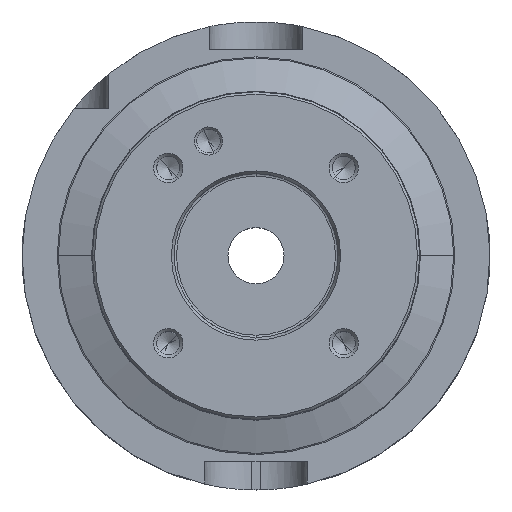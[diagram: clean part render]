
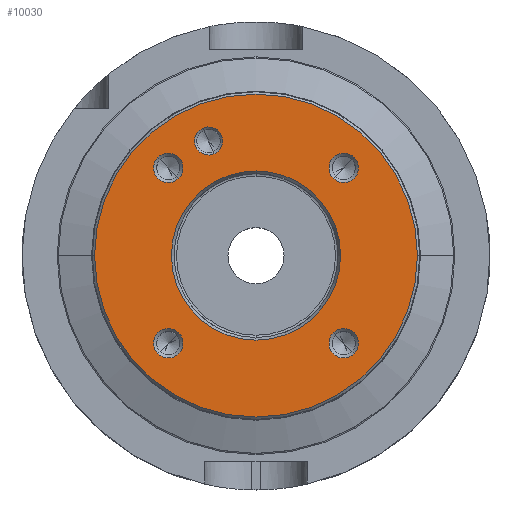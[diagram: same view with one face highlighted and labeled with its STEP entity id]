
A CAD part, top view. The second image highlights one B-rep face of the part: STEP entity #10030.
In plain terms, the highlighted planar face has unit normal (0, 0, 1).
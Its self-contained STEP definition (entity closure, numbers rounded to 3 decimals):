
#5930=CARTESIAN_POINT('',(0.,0.,55.));
#5931=DIRECTION('',(0.,0.,1.));
#5932=DIRECTION('',(1.,0.,0.));
#5933=AXIS2_PLACEMENT_3D('',#5930,#5931,#5932);
#5938=CARTESIAN_POINT('',(0.,0.,55.));
#5939=DIRECTION('',(0.,0.,1.));
#5940=DIRECTION('',(-1.,0.,0.));
#5941=AXIS2_PLACEMENT_3D('',#5938,#5939,#5940);
#5946=CARTESIAN_POINT('',(-10.141,24.483,55.));
#5947=DIRECTION('',(0.,0.,-1.));
#5948=DIRECTION('',(0.383,-0.924,0.));
#5949=AXIS2_PLACEMENT_3D('',#5946,#5947,#5948);
#5954=CARTESIAN_POINT('',(-10.141,24.483,55.));
#5955=DIRECTION('',(0.,0.,-1.));
#5956=DIRECTION('',(-0.383,0.924,0.));
#5957=AXIS2_PLACEMENT_3D('',#5954,#5955,#5956);
#5962=CARTESIAN_POINT('',(-18.738,-18.738,55.));
#5963=DIRECTION('',(0.,0.,-1.));
#5964=DIRECTION('',(-0.707,-0.707,0.));
#5965=AXIS2_PLACEMENT_3D('',#5962,#5963,#5964);
#5970=CARTESIAN_POINT('',(-18.738,-18.738,55.));
#5971=DIRECTION('',(0.,0.,-1.));
#5972=DIRECTION('',(0.707,0.707,0.));
#5973=AXIS2_PLACEMENT_3D('',#5970,#5971,#5972);
#5978=CARTESIAN_POINT('',(-18.738,18.738,55.));
#5979=DIRECTION('',(0.,0.,-1.));
#5980=DIRECTION('',(-0.707,0.707,0.));
#5981=AXIS2_PLACEMENT_3D('',#5978,#5979,#5980);
#5986=CARTESIAN_POINT('',(-18.738,18.738,55.));
#5987=DIRECTION('',(0.,0.,-1.));
#5988=DIRECTION('',(0.707,-0.707,0.));
#5989=AXIS2_PLACEMENT_3D('',#5986,#5987,#5988);
#5994=CARTESIAN_POINT('',(18.738,18.738,55.));
#5995=DIRECTION('',(0.,0.,-1.));
#5996=DIRECTION('',(0.707,0.707,0.));
#5997=AXIS2_PLACEMENT_3D('',#5994,#5995,#5996);
#6002=CARTESIAN_POINT('',(18.738,18.738,55.));
#6003=DIRECTION('',(0.,0.,-1.));
#6004=DIRECTION('',(-0.707,-0.707,0.));
#6005=AXIS2_PLACEMENT_3D('',#6002,#6003,#6004);
#6010=CARTESIAN_POINT('',(18.738,-18.738,55.));
#6011=DIRECTION('',(0.,0.,-1.));
#6012=DIRECTION('',(0.707,-0.707,0.));
#6013=AXIS2_PLACEMENT_3D('',#6010,#6011,#6012);
#6018=CARTESIAN_POINT('',(18.738,-18.738,55.));
#6019=DIRECTION('',(0.,0.,-1.));
#6020=DIRECTION('',(-0.707,0.707,0.));
#6021=AXIS2_PLACEMENT_3D('',#6018,#6019,#6020);
#6048=CARTESIAN_POINT('',(0.,0.,55.));
#6049=DIRECTION('',(0.,0.,-1.));
#6050=DIRECTION('',(0.,-1.,0.));
#6051=AXIS2_PLACEMENT_3D('',#6048,#6049,#6050);
#6064=CARTESIAN_POINT('',(0.,0.,55.));
#6065=DIRECTION('',(0.,0.,-1.));
#6066=DIRECTION('',(0.,1.,0.));
#6067=AXIS2_PLACEMENT_3D('',#6064,#6065,#6066);
#7077=CARTESIAN_POINT('',(34.5,0.,55.));
#7078=CARTESIAN_POINT('',(-34.5,0.,55.));
#7079=VERTEX_POINT('',#7077);
#7080=VERTEX_POINT('',#7078);
#7135=CARTESIAN_POINT('',(-8.993,21.711,55.));
#7136=VERTEX_POINT('',#7135);
#7137=CARTESIAN_POINT('',(-11.289,27.254,55.));
#7138=VERTEX_POINT('',#7137);
#7147=CARTESIAN_POINT('',(-20.966,-20.966,55.));
#7148=VERTEX_POINT('',#7147);
#7149=CARTESIAN_POINT('',(-16.511,-16.511,55.));
#7150=VERTEX_POINT('',#7149);
#7155=CARTESIAN_POINT('',(-20.966,20.966,55.));
#7156=VERTEX_POINT('',#7155);
#7157=CARTESIAN_POINT('',(-16.511,16.511,55.));
#7158=VERTEX_POINT('',#7157);
#7163=CARTESIAN_POINT('',(20.966,20.966,55.));
#7164=VERTEX_POINT('',#7163);
#7165=CARTESIAN_POINT('',(16.511,16.511,55.));
#7166=VERTEX_POINT('',#7165);
#7171=CARTESIAN_POINT('',(20.966,-20.966,55.));
#7172=VERTEX_POINT('',#7171);
#7173=CARTESIAN_POINT('',(16.511,-16.511,55.));
#7174=VERTEX_POINT('',#7173);
#7227=CARTESIAN_POINT('',(0.,-18.077,55.));
#7228=CARTESIAN_POINT('',(0.,18.077,55.));
#7229=VERTEX_POINT('',#7227);
#7230=VERTEX_POINT('',#7228);
#9984=CARTESIAN_POINT('',(0.,0.,55.));
#9985=DIRECTION('',(0.,0.,-1.));
#9986=DIRECTION('',(1.,0.,0.));
#9987=AXIS2_PLACEMENT_3D('',#9984,#9985,#9986);
#9988=PLANE('',#9987);
#9989=ORIENTED_EDGE('',*,*,#9974,.F.);
#9991=ORIENTED_EDGE('',*,*,#9990,.F.);
#9992=EDGE_LOOP('',(#9989,#9991));
#9993=FACE_OUTER_BOUND('',#9992,.F.);
#9995=ORIENTED_EDGE('',*,*,#9994,.F.);
#9997=ORIENTED_EDGE('',*,*,#9996,.F.);
#9998=EDGE_LOOP('',(#9995,#9997));
#9999=FACE_BOUND('',#9998,.F.);
#10001=ORIENTED_EDGE('',*,*,#10000,.F.);
#10003=ORIENTED_EDGE('',*,*,#10002,.F.);
#10004=EDGE_LOOP('',(#10001,#10003));
#10005=FACE_BOUND('',#10004,.F.);
#10007=ORIENTED_EDGE('',*,*,#10006,.F.);
#10009=ORIENTED_EDGE('',*,*,#10008,.F.);
#10010=EDGE_LOOP('',(#10007,#10009));
#10011=FACE_BOUND('',#10010,.F.);
#10013=ORIENTED_EDGE('',*,*,#10012,.F.);
#10015=ORIENTED_EDGE('',*,*,#10014,.F.);
#10016=EDGE_LOOP('',(#10013,#10015));
#10017=FACE_BOUND('',#10016,.F.);
#10019=ORIENTED_EDGE('',*,*,#10018,.F.);
#10021=ORIENTED_EDGE('',*,*,#10020,.F.);
#10022=EDGE_LOOP('',(#10019,#10021));
#10023=FACE_BOUND('',#10022,.F.);
#10025=ORIENTED_EDGE('',*,*,#10024,.F.);
#10027=ORIENTED_EDGE('',*,*,#10026,.F.);
#10028=EDGE_LOOP('',(#10025,#10027));
#10029=FACE_BOUND('',#10028,.F.);
#5934=CIRCLE('',#5933,34.5);
#5942=CIRCLE('',#5941,34.5);
#5950=CIRCLE('',#5949,3.);
#5958=CIRCLE('',#5957,3.);
#5966=CIRCLE('',#5965,3.15);
#5974=CIRCLE('',#5973,3.15);
#5982=CIRCLE('',#5981,3.15);
#5990=CIRCLE('',#5989,3.15);
#5998=CIRCLE('',#5997,3.15);
#6006=CIRCLE('',#6005,3.15);
#6014=CIRCLE('',#6013,3.15);
#6022=CIRCLE('',#6021,3.15);
#6052=CIRCLE('',#6051,18.077);
#6068=CIRCLE('',#6067,18.077);
#9974=EDGE_CURVE('',#7079,#7080,#5934,.T.);
#9990=EDGE_CURVE('',#7080,#7079,#5942,.T.);
#9994=EDGE_CURVE('',#7229,#7230,#6052,.T.);
#9996=EDGE_CURVE('',#7230,#7229,#6068,.T.);
#10000=EDGE_CURVE('',#7136,#7138,#5950,.T.);
#10002=EDGE_CURVE('',#7138,#7136,#5958,.T.);
#10006=EDGE_CURVE('',#7148,#7150,#5966,.T.);
#10008=EDGE_CURVE('',#7150,#7148,#5974,.T.);
#10012=EDGE_CURVE('',#7156,#7158,#5982,.T.);
#10014=EDGE_CURVE('',#7158,#7156,#5990,.T.);
#10018=EDGE_CURVE('',#7164,#7166,#5998,.T.);
#10020=EDGE_CURVE('',#7166,#7164,#6006,.T.);
#10024=EDGE_CURVE('',#7172,#7174,#6014,.T.);
#10026=EDGE_CURVE('',#7174,#7172,#6022,.T.);
#10030=ADVANCED_FACE('',(#9993,#9999,#10005,#10011,#10017,#10023,#10029),#9988,
.F.);
